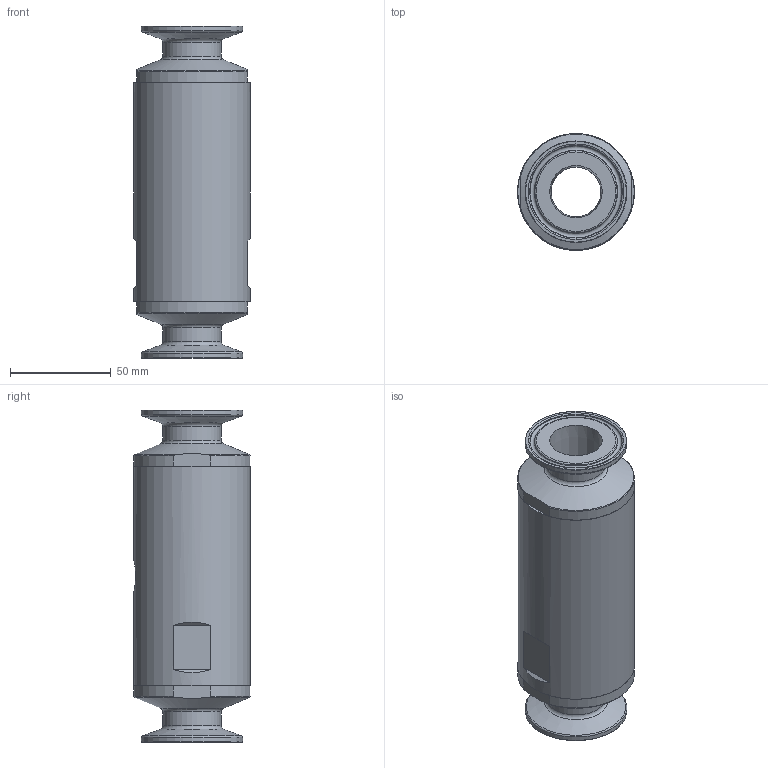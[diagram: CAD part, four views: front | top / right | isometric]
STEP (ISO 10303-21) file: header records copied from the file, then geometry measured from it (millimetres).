
FILE_DESCRIPTION(/* description */ ('STEP AP214'),/* implementation_level */ '2;1');
FILE_NAME(/* name */ '3968925_VZQA-C-M22U-25-S5S5-V4V4S1-4',/* time_stamp */ '2024-09-18T03:48:22+02:00',/* author */ ('License CC BY-ND 4.0'),/* organization */ ('CADENAS'),/* preprocessor_version */ 'ST-DEVELOPER v19.3',/* originating_system */ 'PARTsolutions',/* authorisation */ ' ');
FILE_SCHEMA (('AUTOMOTIVE_DESIGN {1 0 10303 214 3 1 1}'));
Length unit declared in the file: millimetre
Products named in the file (3): 3968925 VZQA-C-M22U-25-S5S5-V4V4S1-4; 8044082 VZQA-C-M22U-25-V4; 2321853 VZQA-C-M22U-25-S5-V4
Assembly tree (3 placements, depth 2):
  3968925 VZQA-C-M22U-25-S5S5-V4V4S1-4
    8044082 VZQA-C-M22U-25-V4
    2321853 VZQA-C-M22U-25-S5-V4  x2
Bounding box: 58 x 58 x 165 mm (x, y, z)
Volume: 283519.2 mm3; surface area: 65627.1 mm2
Topology: 3 solids, 3 shells, 85 faces, 167 edges, 102 vertices
Faces by surface type: plane 29, cylinder 20, torus 20, cone 16
Full cylindrical faces by diameter (mm): 2 x1, 8.566 x1, 25 x1, 29 x2, 38.1 x2, 48 x2, 49.876 x2, 50.5 x2, 51.5 x2, 58 x1
Entity records: 1316 total; most frequent: CARTESIAN_POINT 236, DIRECTION 230, ORIENTED_EDGE 142, AXIS2_PLACEMENT_3D 108, EDGE_LOOP 98, FACE_BOUND 98, EDGE_CURVE 71, VERTEX_POINT 61
